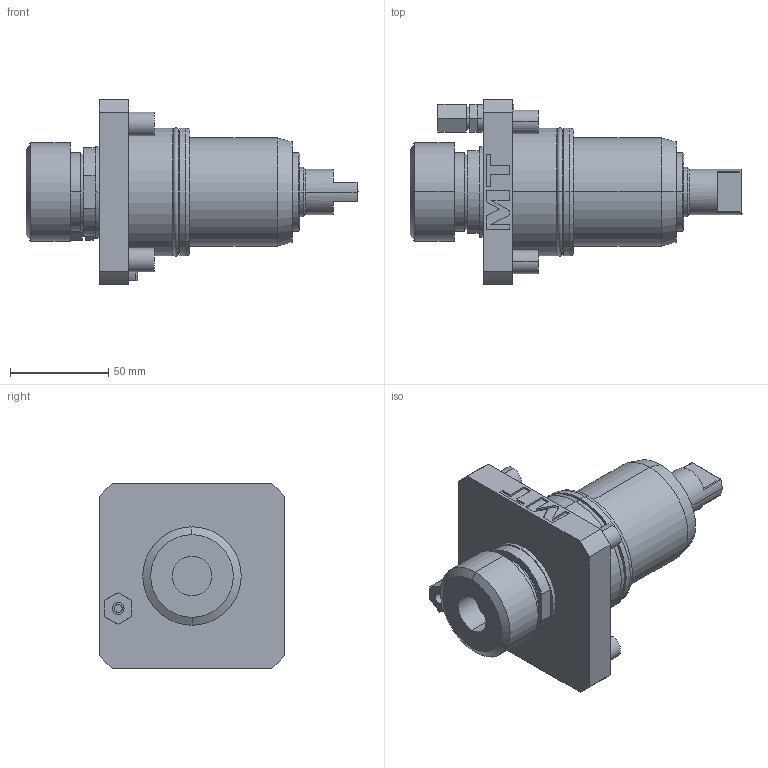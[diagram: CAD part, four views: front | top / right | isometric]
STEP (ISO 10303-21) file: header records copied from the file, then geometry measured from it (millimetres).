
FILE_DESCRIPTION((''),'2;1');
FILE_NAME('NKM0270132_CONF','2023-06-07T16:46:29',('smalpassi'),('M.T. srl'),'CREO PARAMETRIC BY PTC INC, 2021072','CREO PARAMETRIC BY PTC INC, 2021072','');
FILE_SCHEMA(('CONFIG_CONTROL_DESIGN'));
Length unit declared in the file: millimetre
Products named in the file (1): NKM0270132_CONF
Bounding box: 168.66 x 94 x 94 mm (x, y, z)
Volume: 440308.3 mm3; surface area: 53628.5 mm2
Topology: 1 solids, 1 shells, 179 faces, 428 edges, 278 vertices
Faces by surface type: plane 103, cylinder 54, cone 14, extrusion 4, torus 4
Entity records: 5314 total; most frequent: CARTESIAN_POINT 1047, DIRECTION 880, ORIENTED_EDGE 856, EDGE_CURVE 428, AXIS2_PLACEMENT_3D 303, VERTEX_POINT 278, VECTOR 274, LINE 270
